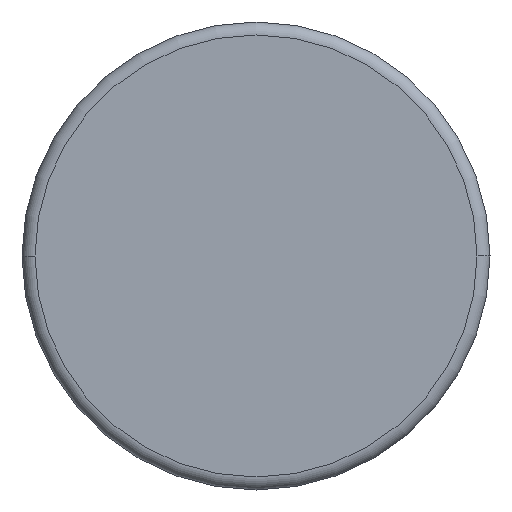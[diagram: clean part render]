
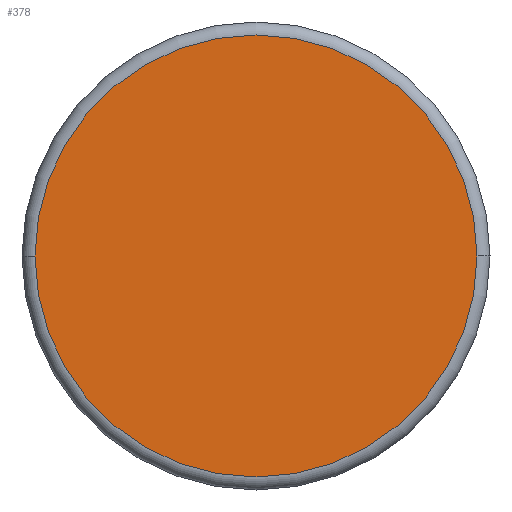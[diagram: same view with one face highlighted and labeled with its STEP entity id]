
A CAD part, left-side view. The second image highlights one B-rep face of the part: STEP entity #378.
In plain terms, the highlighted planar face has unit normal (-1, 0, 0).
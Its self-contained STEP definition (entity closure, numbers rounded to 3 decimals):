
#11 = AXIS2_PLACEMENT_3D ( 'NONE', #211, #505, #340 ) ;
#68 = DIRECTION ( 'NONE',  ( -1., 0., 0. ) ) ;
#95 = CARTESIAN_POINT ( 'NONE',  ( 0., 0., 0. ) ) ;
#96 = AXIS2_PLACEMENT_3D ( 'NONE', #95, #507, #100 ) ;
#100 = DIRECTION ( 'NONE',  ( 0., 1., 0. ) ) ;
#139 = VERTEX_POINT ( 'NONE', #433 ) ;
#152 = AXIS2_PLACEMENT_3D ( 'NONE', #310, #68, #354 ) ;
#153 = ORIENTED_EDGE ( 'NONE', *, *, #405, .T. ) ;
#208 = PLANE ( 'NONE',  #96 ) ;
#211 = CARTESIAN_POINT ( 'NONE',  ( 0., 0., 0. ) ) ;
#215 = EDGE_CURVE ( 'NONE', #409, #139, #271, .T. ) ;
#271 = CIRCLE ( 'NONE', #152, 0.85 ) ;
#308 = CIRCLE ( 'NONE', #11, 0.85 ) ;
#310 = CARTESIAN_POINT ( 'NONE',  ( 0., 0., 0. ) ) ;
#340 = DIRECTION ( 'NONE',  ( 0., 1., 0. ) ) ;
#342 = ORIENTED_EDGE ( 'NONE', *, *, #215, .T. ) ;
#354 = DIRECTION ( 'NONE',  ( 0., 1., 0. ) ) ;
#378 = ADVANCED_FACE ( 'NONE', ( #410 ), #208, .F. ) ;
#386 = CARTESIAN_POINT ( 'NONE',  ( 0., 0.85, 0. ) ) ;
#394 = EDGE_LOOP ( 'NONE', ( #342, #153 ) ) ;
#405 = EDGE_CURVE ( 'NONE', #139, #409, #308, .T. ) ;
#409 = VERTEX_POINT ( 'NONE', #386 ) ;
#410 = FACE_OUTER_BOUND ( 'NONE', #394, .T. ) ;
#433 = CARTESIAN_POINT ( 'NONE',  ( 0., -0.85, 0. ) ) ;
#505 = DIRECTION ( 'NONE',  ( -1., 0., 0. ) ) ;
#507 = DIRECTION ( 'NONE',  ( 1., 0., 0. ) ) ;
